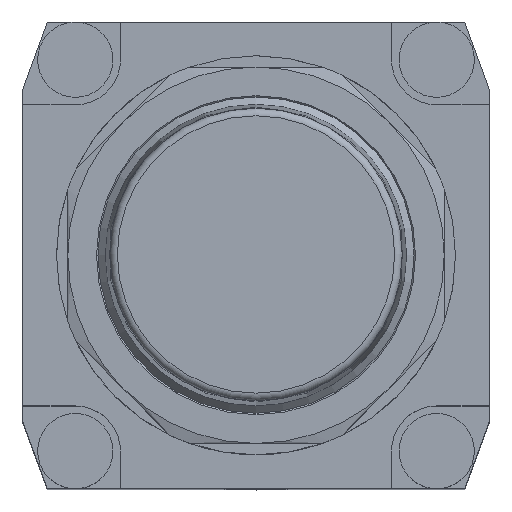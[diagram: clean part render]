
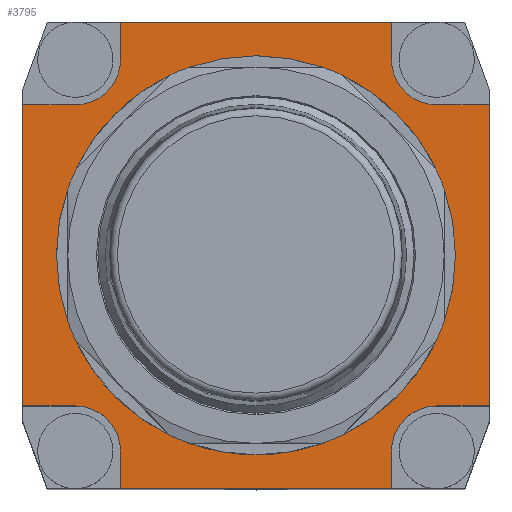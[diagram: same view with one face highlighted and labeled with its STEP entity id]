
A CAD part, top view. The second image highlights one B-rep face of the part: STEP entity #3795.
In plain terms, the highlighted planar face has unit normal (0, 0, 1).
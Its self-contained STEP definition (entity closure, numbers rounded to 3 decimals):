
#367=LINE($,#6063,#705);
#383=LINE($,#6107,#721);
#409=LINE($,#6189,#747);
#411=LINE($,#6193,#749);
#413=LINE($,#6197,#751);
#415=LINE($,#6201,#753);
#417=LINE($,#6205,#755);
#420=LINE($,#6213,#758);
#421=LINE($,#6215,#759);
#422=LINE($,#6217,#760);
#426=LINE($,#6224,#764);
#428=LINE($,#6233,#766);
#705=VECTOR($,#4710,36.);
#721=VECTOR($,#4734,40.);
#747=VECTOR($,#4810,5.);
#749=VECTOR($,#4814,7.);
#751=VECTOR($,#4818,5.);
#753=VECTOR($,#4822,7.);
#755=VECTOR($,#4826,7.);
#758=VECTOR($,#4835,5.);
#759=VECTOR($,#4838,5.);
#760=VECTOR($,#4841,7.);
#764=VECTOR($,#4851,36.);
#766=VECTOR($,#4859,40.);
#1066=PLANE($,#4055);
#1165=FACE_BOUND($,#1622,.T.);
#1166=FACE_BOUND($,#1623,.T.);
#1622=EDGE_LOOP($,(#3427));
#1623=EDGE_LOOP($,(#3428,#3429,#3430,#3431,#3432,#3433,#3434,#3435,#3436,
#3437,#3438,#3439,#3440,#3441,#3442,#3443));
#1665=CIRCLE($,#3841,21.);
#1672=CIRCLE($,#3856,6.);
#1674=CIRCLE($,#3859,6.);
#1676=CIRCLE($,#3862,6.);
#1714=CIRCLE($,#4034,6.);
#1753=VERTEX_POINT($,#5051);
#1760=VERTEX_POINT($,#5073);
#1761=VERTEX_POINT($,#5074);
#1764=VERTEX_POINT($,#5082);
#1765=VERTEX_POINT($,#5083);
#1768=VERTEX_POINT($,#5091);
#1769=VERTEX_POINT($,#5092);
#1995=VERTEX_POINT($,#6060);
#1996=VERTEX_POINT($,#6062);
#2010=VERTEX_POINT($,#6104);
#2011=VERTEX_POINT($,#6106);
#2034=VERTEX_POINT($,#6191);
#2035=VERTEX_POINT($,#6195);
#2036=VERTEX_POINT($,#6199);
#2037=VERTEX_POINT($,#6203);
#2038=VERTEX_POINT($,#6207);
#2039=VERTEX_POINT($,#6211);
#2093=EDGE_CURVE($,#1753,#1753,#1665,.T.);
#2100=EDGE_CURVE($,#1760,#1761,#1672,.T.);
#2104=EDGE_CURVE($,#1764,#1765,#1674,.T.);
#2108=EDGE_CURVE($,#1768,#1769,#1676,.T.);
#2430=EDGE_CURVE($,#1996,#1995,#367,.T.);
#2449=EDGE_CURVE($,#2011,#2010,#383,.T.);
#2487=EDGE_CURVE($,#1761,#1996,#409,.T.);
#2489=EDGE_CURVE($,#2034,#1760,#411,.T.);
#2491=EDGE_CURVE($,#2035,#1764,#413,.T.);
#2493=EDGE_CURVE($,#2036,#1765,#415,.T.);
#2495=EDGE_CURVE($,#2037,#2010,#417,.T.);
#2496=EDGE_CURVE($,#2037,#2038,#1714,.T.);
#2499=EDGE_CURVE($,#2038,#2039,#420,.T.);
#2500=EDGE_CURVE($,#1995,#1768,#421,.T.);
#2501=EDGE_CURVE($,#1769,#2011,#422,.T.);
#2505=EDGE_CURVE($,#2039,#2035,#426,.T.);
#2508=EDGE_CURVE($,#2036,#2034,#428,.T.);
#3427=ORIENTED_EDGE($,*,*,#2093,.T.);
#3428=ORIENTED_EDGE($,*,*,#2430,.T.);
#3429=ORIENTED_EDGE($,*,*,#2500,.T.);
#3430=ORIENTED_EDGE($,*,*,#2108,.T.);
#3431=ORIENTED_EDGE($,*,*,#2501,.T.);
#3432=ORIENTED_EDGE($,*,*,#2449,.T.);
#3433=ORIENTED_EDGE($,*,*,#2495,.F.);
#3434=ORIENTED_EDGE($,*,*,#2496,.T.);
#3435=ORIENTED_EDGE($,*,*,#2499,.T.);
#3436=ORIENTED_EDGE($,*,*,#2505,.T.);
#3437=ORIENTED_EDGE($,*,*,#2491,.T.);
#3438=ORIENTED_EDGE($,*,*,#2104,.T.);
#3439=ORIENTED_EDGE($,*,*,#2493,.F.);
#3440=ORIENTED_EDGE($,*,*,#2508,.T.);
#3441=ORIENTED_EDGE($,*,*,#2489,.T.);
#3442=ORIENTED_EDGE($,*,*,#2100,.T.);
#3443=ORIENTED_EDGE($,*,*,#2487,.T.);
#3795=ADVANCED_FACE($,(#1165,#1166),#1066,.T.);
#3841=AXIS2_PLACEMENT_3D($,#5052,#4141,#4142);
#3856=AXIS2_PLACEMENT_3D($,#5075,#4171,#4172);
#3859=AXIS2_PLACEMENT_3D($,#5084,#4179,#4180);
#3862=AXIS2_PLACEMENT_3D($,#5093,#4187,#4188);
#4034=AXIS2_PLACEMENT_3D($,#6208,#4829,#4830);
#4055=AXIS2_PLACEMENT_3D($,#6257,#4883,#4884);
#4141=DIRECTION('center_axis',(0.,0.,-1.));
#4142=DIRECTION('ref_axis',(-1.,0.,0.));
#4171=DIRECTION('center_axis',(0.,0.,-1.));
#4172=DIRECTION('ref_axis',(1.,0.,0.));
#4179=DIRECTION('center_axis',(0.,0.,-1.));
#4180=DIRECTION('ref_axis',(0.,-1.,0.));
#4187=DIRECTION('center_axis',(0.,0.,-1.));
#4188=DIRECTION('ref_axis',(0.,1.,0.));
#4710=DIRECTION($,(1.,0.,0.));
#4734=DIRECTION($,(0.,1.,0.));
#4810=DIRECTION($,(0.,-1.,0.));
#4814=DIRECTION($,(1.,0.,0.));
#4818=DIRECTION($,(0.,-1.,0.));
#4822=DIRECTION($,(1.,0.,0.));
#4826=DIRECTION($,(1.,0.,0.));
#4829=DIRECTION('center_axis',(0.,0.,-1.));
#4830=DIRECTION('ref_axis',(-1.,0.,0.));
#4835=DIRECTION($,(0.,1.,0.));
#4838=DIRECTION($,(0.,1.,0.));
#4841=DIRECTION($,(1.,0.,0.));
#4851=DIRECTION($,(-1.,0.,0.));
#4859=DIRECTION($,(0.,-1.,0.));
#4883=DIRECTION('center_axis',(0.,0.,1.));
#4884=DIRECTION('ref_axis',(1.,0.,0.));
#5051=CARTESIAN_POINT('',(21.,0.,96.5));
#5052=CARTESIAN_POINT('Origin',(0.,0.,96.5));
#5073=CARTESIAN_POINT('',(-24.,-20.,96.5));
#5074=CARTESIAN_POINT('',(-18.,-26.,96.5));
#5075=CARTESIAN_POINT('Origin',(-24.,-26.,96.5));
#5082=CARTESIAN_POINT('',(-18.,26.,96.5));
#5083=CARTESIAN_POINT('',(-24.,20.,96.5));
#5084=CARTESIAN_POINT('Origin',(-24.,26.,96.5));
#5091=CARTESIAN_POINT('',(18.,-26.,96.5));
#5092=CARTESIAN_POINT('',(24.,-20.,96.5));
#5093=CARTESIAN_POINT('Origin',(24.,-26.,96.5));
#6060=CARTESIAN_POINT('',(18.,-31.,96.5));
#6062=CARTESIAN_POINT('',(-18.,-31.,96.5));
#6063=CARTESIAN_POINT($,(-15.5,-31.,96.5));
#6104=CARTESIAN_POINT('',(31.,20.,96.5));
#6106=CARTESIAN_POINT('',(31.,-20.,96.5));
#6107=CARTESIAN_POINT($,(31.,-15.5,96.5));
#6189=CARTESIAN_POINT($,(-18.,15.5,96.5));
#6191=CARTESIAN_POINT('',(-31.,-20.,96.5));
#6193=CARTESIAN_POINT($,(12.,-20.,96.5));
#6195=CARTESIAN_POINT('',(-18.,31.,96.5));
#6197=CARTESIAN_POINT($,(-18.,15.5,96.5));
#6199=CARTESIAN_POINT('',(-31.,20.,96.5));
#6201=CARTESIAN_POINT($,(15.5,20.,96.5));
#6203=CARTESIAN_POINT('',(24.,20.,96.5));
#6205=CARTESIAN_POINT($,(15.5,20.,96.5));
#6207=CARTESIAN_POINT('',(18.,26.,96.5));
#6208=CARTESIAN_POINT('Origin',(24.,26.,96.5));
#6211=CARTESIAN_POINT('',(18.,31.,96.5));
#6213=CARTESIAN_POINT($,(18.,13.,96.5));
#6215=CARTESIAN_POINT($,(18.,13.,96.5));
#6217=CARTESIAN_POINT($,(12.,-20.,96.5));
#6224=CARTESIAN_POINT($,(15.5,31.,96.5));
#6233=CARTESIAN_POINT($,(-31.,15.5,96.5));
#6257=CARTESIAN_POINT('Origin',(0.,0.,96.5));
